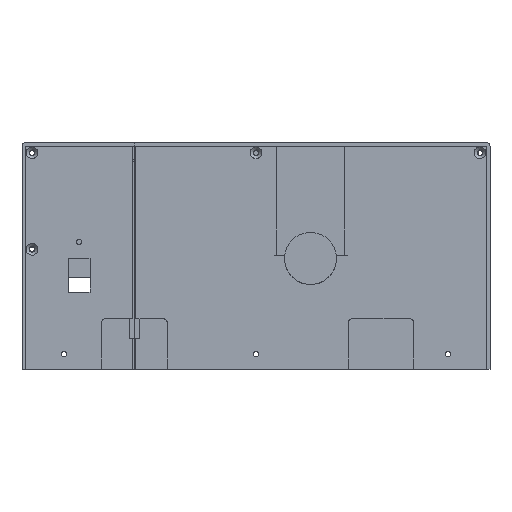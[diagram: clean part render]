
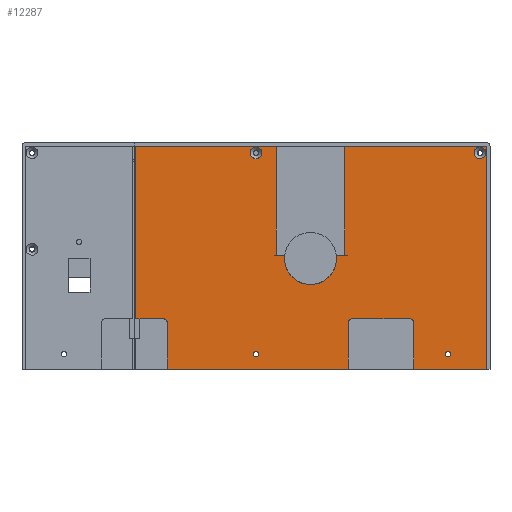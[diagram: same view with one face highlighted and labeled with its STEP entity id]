
A CAD part, front view. The second image highlights one B-rep face of the part: STEP entity #12287.
In plain terms, the highlighted planar face has unit normal (0, -1, 0).
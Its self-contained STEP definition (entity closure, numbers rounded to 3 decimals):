
#30=FACE_BOUND('',#1201,.T.);
#31=FACE_BOUND('',#1202,.T.);
#32=FACE_BOUND('',#1203,.T.);
#33=FACE_BOUND('',#1204,.T.);
#247=CIRCLE('',#12886,2.);
#248=CIRCLE('',#12889,2.);
#250=CIRCLE('',#12892,2.);
#252=CIRCLE('',#12901,15.5);
#253=CIRCLE('',#12902,3.5);
#254=CIRCLE('',#12903,3.5);
#255=CIRCLE('',#12904,1.65);
#256=CIRCLE('',#12905,1.65);
#619=FACE_OUTER_BOUND('',#1200,.T.);
#1200=EDGE_LOOP('',(#8247,#8248,#8249,#8250,#8251,#8252,#8253,#8254,#8255,
#8256,#8257,#8258,#8259,#8260,#8261,#8262,#8263,#8264,#8265));
#1201=EDGE_LOOP('',(#8266));
#1202=EDGE_LOOP('',(#8267));
#1203=EDGE_LOOP('',(#8268));
#1204=EDGE_LOOP('',(#8269));
#1968=LINE('',#17006,#3553);
#1974=LINE('',#17027,#3559);
#1977=LINE('',#17032,#3562);
#1982=LINE('',#17041,#3567);
#1983=LINE('',#17044,#3568);
#1988=LINE('',#17054,#3573);
#1990=LINE('',#17057,#3575);
#1991=LINE('',#17059,#3576);
#1992=LINE('',#17061,#3577);
#1993=LINE('',#17063,#3578);
#1994=LINE('',#17065,#3579);
#1995=LINE('',#17067,#3580);
#1996=LINE('',#17071,#3581);
#1997=LINE('',#17073,#3582);
#1998=LINE('',#17074,#3583);
#3553=VECTOR('',#13766,10.);
#3559=VECTOR('',#13786,10.);
#3562=VECTOR('',#13791,10.);
#3567=VECTOR('',#13798,10.);
#3568=VECTOR('',#13801,10.);
#3573=VECTOR('',#13810,10.);
#3575=VECTOR('',#13814,10.);
#3576=VECTOR('',#13815,10.);
#3577=VECTOR('',#13816,10.);
#3578=VECTOR('',#13817,10.);
#3579=VECTOR('',#13818,10.);
#3580=VECTOR('',#13819,10.);
#3581=VECTOR('',#13822,10.);
#3582=VECTOR('',#13823,10.);
#3583=VECTOR('',#13824,10.);
#5138=VERTEX_POINT('',#16996);
#5139=VERTEX_POINT('',#16998);
#5141=VERTEX_POINT('',#17004);
#5142=VERTEX_POINT('',#17008);
#5144=VERTEX_POINT('',#17014);
#5145=VERTEX_POINT('',#17015);
#5149=VERTEX_POINT('',#17025);
#5150=VERTEX_POINT('',#17031);
#5153=VERTEX_POINT('',#17039);
#5154=VERTEX_POINT('',#17043);
#5157=VERTEX_POINT('',#17053);
#5158=VERTEX_POINT('',#17058);
#5159=VERTEX_POINT('',#17060);
#5160=VERTEX_POINT('',#17062);
#5161=VERTEX_POINT('',#17064);
#5162=VERTEX_POINT('',#17066);
#5163=VERTEX_POINT('',#17068);
#5164=VERTEX_POINT('',#17070);
#5165=VERTEX_POINT('',#17072);
#5166=VERTEX_POINT('',#17075);
#5167=VERTEX_POINT('',#17077);
#5168=VERTEX_POINT('',#17079);
#5169=VERTEX_POINT('',#17081);
#6361=EDGE_CURVE('',#5138,#5139,#247,.T.);
#6365=EDGE_CURVE('',#5138,#5141,#1968,.T.);
#6366=EDGE_CURVE('',#5142,#5141,#248,.T.);
#6369=EDGE_CURVE('',#5144,#5145,#250,.T.);
#6375=EDGE_CURVE('',#5144,#5149,#1974,.T.);
#6378=EDGE_CURVE('',#5150,#5145,#1977,.T.);
#6383=EDGE_CURVE('',#5142,#5153,#1982,.T.);
#6384=EDGE_CURVE('',#5154,#5139,#1983,.T.);
#6389=EDGE_CURVE('',#5157,#5150,#1988,.T.);
#6391=EDGE_CURVE('',#5149,#5154,#1990,.T.);
#6392=EDGE_CURVE('',#5153,#5158,#1991,.T.);
#6393=EDGE_CURVE('',#5158,#5159,#1992,.F.);
#6394=EDGE_CURVE('',#5159,#5160,#1993,.F.);
#6395=EDGE_CURVE('',#5160,#5161,#1994,.T.);
#6396=EDGE_CURVE('',#5161,#5162,#1995,.T.);
#6397=EDGE_CURVE('',#5162,#5163,#252,.T.);
#6398=EDGE_CURVE('',#5163,#5164,#1996,.T.);
#6399=EDGE_CURVE('',#5164,#5165,#1997,.T.);
#6400=EDGE_CURVE('',#5165,#5157,#1998,.F.);
#6401=EDGE_CURVE('',#5166,#5166,#253,.T.);
#6402=EDGE_CURVE('',#5167,#5167,#254,.T.);
#6403=EDGE_CURVE('',#5168,#5168,#255,.T.);
#6404=EDGE_CURVE('',#5169,#5169,#256,.T.);
#8247=ORIENTED_EDGE('',*,*,#6378,.T.);
#8248=ORIENTED_EDGE('',*,*,#6369,.F.);
#8249=ORIENTED_EDGE('',*,*,#6375,.T.);
#8250=ORIENTED_EDGE('',*,*,#6391,.T.);
#8251=ORIENTED_EDGE('',*,*,#6384,.T.);
#8252=ORIENTED_EDGE('',*,*,#6361,.F.);
#8253=ORIENTED_EDGE('',*,*,#6365,.T.);
#8254=ORIENTED_EDGE('',*,*,#6366,.F.);
#8255=ORIENTED_EDGE('',*,*,#6383,.T.);
#8256=ORIENTED_EDGE('',*,*,#6392,.T.);
#8257=ORIENTED_EDGE('',*,*,#6393,.T.);
#8258=ORIENTED_EDGE('',*,*,#6394,.T.);
#8259=ORIENTED_EDGE('',*,*,#6395,.T.);
#8260=ORIENTED_EDGE('',*,*,#6396,.T.);
#8261=ORIENTED_EDGE('',*,*,#6397,.T.);
#8262=ORIENTED_EDGE('',*,*,#6398,.T.);
#8263=ORIENTED_EDGE('',*,*,#6399,.T.);
#8264=ORIENTED_EDGE('',*,*,#6400,.T.);
#8265=ORIENTED_EDGE('',*,*,#6389,.T.);
#8266=ORIENTED_EDGE('',*,*,#6401,.T.);
#8267=ORIENTED_EDGE('',*,*,#6402,.T.);
#8268=ORIENTED_EDGE('',*,*,#6403,.T.);
#8269=ORIENTED_EDGE('',*,*,#6404,.T.);
#11832=PLANE('',#12900);
#12287=ADVANCED_FACE('',(#619,#30,#31,#32,#33),#11832,.T.);
#12886=AXIS2_PLACEMENT_3D('',#16999,#13759,#13760);
#12889=AXIS2_PLACEMENT_3D('',#17009,#13769,#13770);
#12892=AXIS2_PLACEMENT_3D('',#17016,#13776,#13777);
#12900=AXIS2_PLACEMENT_3D('',#17056,#13812,#13813);
#12901=AXIS2_PLACEMENT_3D('',#17069,#13820,#13821);
#12902=AXIS2_PLACEMENT_3D('',#17076,#13825,#13826);
#12903=AXIS2_PLACEMENT_3D('',#17078,#13827,#13828);
#12904=AXIS2_PLACEMENT_3D('',#17080,#13829,#13830);
#12905=AXIS2_PLACEMENT_3D('',#17082,#13831,#13832);
#13759=DIRECTION('center_axis',(0.,-1.,0.));
#13760=DIRECTION('ref_axis',(-0.707,0.,0.707));
#13766=DIRECTION('',(1.,0.,0.));
#13769=DIRECTION('center_axis',(0.,-1.,0.));
#13770=DIRECTION('ref_axis',(0.707,0.,0.707));
#13776=DIRECTION('center_axis',(0.,-1.,0.));
#13777=DIRECTION('ref_axis',(0.707,0.,0.707));
#13786=DIRECTION('',(0.,0.,-1.));
#13791=DIRECTION('',(1.,0.,0.));
#13798=DIRECTION('',(0.,0.,-1.));
#13801=DIRECTION('',(0.,0.,1.));
#13810=DIRECTION('',(0.,0.,-1.));
#13812=DIRECTION('center_axis',(0.,-1.,0.));
#13813=DIRECTION('ref_axis',(0.,0.,-1.));
#13814=DIRECTION('',(1.,0.,0.));
#13815=DIRECTION('',(1.,0.,0.));
#13816=DIRECTION('',(0.,0.,-1.));
#13817=DIRECTION('',(1.,0.,0.));
#13818=DIRECTION('',(0.,0.,-1.));
#13819=DIRECTION('',(-1.,0.,0.));
#13820=DIRECTION('center_axis',(0.,1.,0.));
#13821=DIRECTION('ref_axis',(1.,0.,0.));
#13822=DIRECTION('',(-1.,0.,0.));
#13823=DIRECTION('',(0.,0.,1.));
#13824=DIRECTION('',(1.,0.,0.));
#13825=DIRECTION('center_axis',(0.,1.,0.));
#13826=DIRECTION('ref_axis',(0.,0.,-1.));
#13827=DIRECTION('center_axis',(0.,1.,0.));
#13828=DIRECTION('ref_axis',(0.,0.,-1.));
#13829=DIRECTION('center_axis',(0.,1.,0.));
#13830=DIRECTION('ref_axis',(1.,0.,0.));
#13831=DIRECTION('center_axis',(0.,1.,0.));
#13832=DIRECTION('ref_axis',(1.,0.,0.));
#16996=CARTESIAN_POINT('',(24.5,-76.8,12.));
#16998=CARTESIAN_POINT('',(22.5,-76.8,10.));
#16999=CARTESIAN_POINT('Origin',(24.5,-76.8,10.));
#17004=CARTESIAN_POINT('',(59.5,-76.8,12.));
#17006=CARTESIAN_POINT('',(14.5,-76.8,12.));
#17008=CARTESIAN_POINT('',(61.5,-76.8,10.));
#17009=CARTESIAN_POINT('Origin',(59.5,-76.8,10.));
#17014=CARTESIAN_POINT('',(-85.5,-76.8,10.));
#17015=CARTESIAN_POINT('',(-87.5,-76.8,12.));
#17016=CARTESIAN_POINT('Origin',(-87.5,-76.8,10.));
#17025=CARTESIAN_POINT('',(-85.5,-76.8,-18.));
#17027=CARTESIAN_POINT('',(-85.5,-76.8,15.25));
#17031=CARTESIAN_POINT('',(-104.1,-76.8,12.));
#17032=CARTESIAN_POINT('',(-59.,-76.8,12.));
#17039=CARTESIAN_POINT('',(61.5,-76.8,-18.));
#17041=CARTESIAN_POINT('',(61.5,-76.8,15.25));
#17043=CARTESIAN_POINT('',(22.5,-76.8,-18.));
#17044=CARTESIAN_POINT('',(22.5,-76.8,30.25));
#17053=CARTESIAN_POINT('',(-104.1,-76.8,114.8));
#17054=CARTESIAN_POINT('',(-104.1,-76.8,81.75));
#17056=CARTESIAN_POINT('Origin',(-32.5,-76.8,48.5));
#17057=CARTESIAN_POINT('',(-170.,-76.8,-18.));
#17058=CARTESIAN_POINT('',(104.8,-76.8,-18.));
#17059=CARTESIAN_POINT('',(-170.,-76.8,-18.));
#17060=CARTESIAN_POINT('',(104.8,-76.8,114.8));
#17061=CARTESIAN_POINT('',(104.8,-76.8,15.25));
#17062=CARTESIAN_POINT('',(20.5,-76.8,114.8));
#17063=CARTESIAN_POINT('',(36.25,-76.8,114.8));
#17064=CARTESIAN_POINT('',(20.5,-76.8,50.));
#17065=CARTESIAN_POINT('',(20.5,-76.8,81.75));
#17066=CARTESIAN_POINT('',(15.37,-76.8,50.));
#17067=CARTESIAN_POINT('',(-16.218,-76.8,50.));
#17068=CARTESIAN_POINT('',(-15.37,-76.8,50.));
#17069=CARTESIAN_POINT('Origin',(0.,-76.8,48.));
#17070=CARTESIAN_POINT('',(-20.37,-76.8,50.));
#17071=CARTESIAN_POINT('',(-16.218,-76.8,50.));
#17072=CARTESIAN_POINT('',(-20.37,-76.8,114.8));
#17073=CARTESIAN_POINT('',(-20.37,-76.8,81.75));
#17074=CARTESIAN_POINT('',(36.25,-76.8,114.8));
#17075=CARTESIAN_POINT('',(-32.5,-76.8,114.5));
#17076=CARTESIAN_POINT('Origin',(-32.5,-76.8,111.));
#17077=CARTESIAN_POINT('',(101.,-76.8,114.5));
#17078=CARTESIAN_POINT('Origin',(101.,-76.8,111.));
#17079=CARTESIAN_POINT('',(-34.15,-76.8,-9.));
#17080=CARTESIAN_POINT('Origin',(-32.5,-76.8,-9.));
#17081=CARTESIAN_POINT('',(80.35,-76.8,-9.));
#17082=CARTESIAN_POINT('Origin',(82.,-76.8,-9.));
